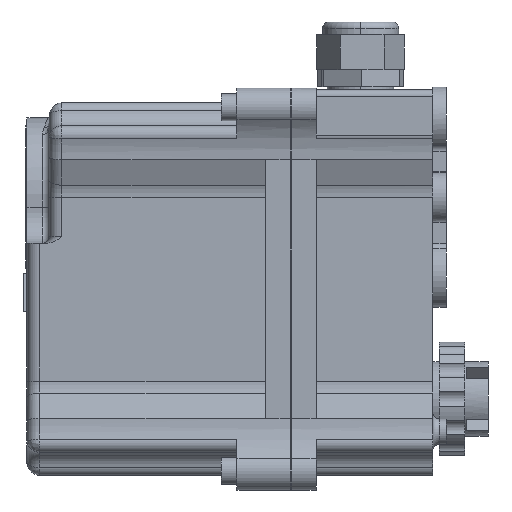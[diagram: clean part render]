
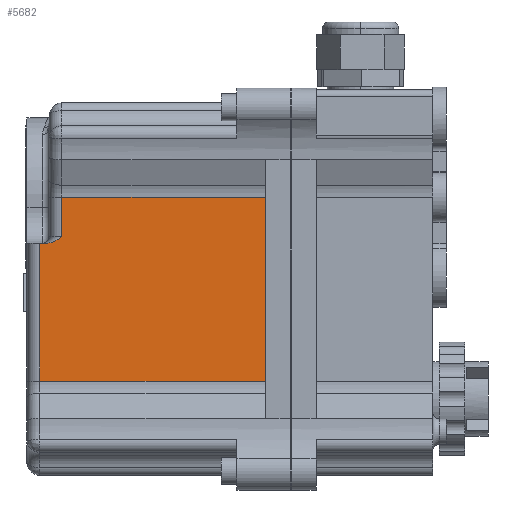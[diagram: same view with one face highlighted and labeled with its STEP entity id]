
A CAD part, left-side view. The second image highlights one B-rep face of the part: STEP entity #5682.
In plain terms, the highlighted planar face has unit normal (-1, 0, 0).
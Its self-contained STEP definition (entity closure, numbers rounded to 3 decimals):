
#155 = ORIENTED_EDGE ( 'NONE', *, *, #13314, .T. ) ;
#284 = EDGE_LOOP ( 'NONE', ( #4674, #9646, #155, #12924, #15177, #8441, #4512 ) ) ;
#498 = CARTESIAN_POINT ( 'NONE',  ( -42.7, 123.573, -13.932 ) ) ;
#543 = VERTEX_POINT ( 'NONE', #3783 ) ;
#544 = VERTEX_POINT ( 'NONE', #3055 ) ;
#1745 = CARTESIAN_POINT ( 'NONE',  ( -42.7, 121.978, -12.979 ) ) ;
#1843 = CARTESIAN_POINT ( 'NONE',  ( -42.7, 124.143, -14.179 ) ) ;
#2059 = VERTEX_POINT ( 'NONE', #17879 ) ;
#2202 = EDGE_CURVE ( 'NONE', #544, #2059, #9291, .T. ) ;
#2268 = LINE ( 'NONE', #3748, #2465 ) ;
#2465 = VECTOR ( 'NONE', #3850, 1000. ) ;
#3055 = CARTESIAN_POINT ( 'NONE',  ( -42.7, 57., -58.035 ) ) ;
#3177 = CARTESIAN_POINT ( 'NONE',  ( -42.7, 121.3, -12.5 ) ) ;
#3231 = CARTESIAN_POINT ( 'NONE',  ( -42.7, 124.942, -14.428 ) ) ;
#3680 = EDGE_CURVE ( 'NONE', #16563, #544, #2268, .T. ) ;
#3748 = CARTESIAN_POINT ( 'NONE',  ( -42.7, 57., -58.035 ) ) ;
#3783 = CARTESIAN_POINT ( 'NONE',  ( -42.7, 121.3, 0.035 ) ) ;
#3795 = LINE ( 'NONE', #13610, #14410 ) ;
#3850 = DIRECTION ( 'NONE',  ( 0., -1., 0. ) ) ;
#4512 = ORIENTED_EDGE ( 'NONE', *, *, #2202, .T. ) ;
#4619 = CARTESIAN_POINT ( 'NONE',  ( -42.7, 125.772, -14.5 ) ) ;
#4641 = AXIS2_PLACEMENT_3D ( 'NONE', #15451, #15375, #15357 ) ;
#4674 = ORIENTED_EDGE ( 'NONE', *, *, #17308, .T. ) ;
#4797 = CARTESIAN_POINT ( 'NONE',  ( -42.7, 121.3, -14.5 ) ) ;
#4926 = VECTOR ( 'NONE', #5564, 1000. ) ;
#4945 = LINE ( 'NONE', #10070, #4926 ) ;
#5564 = DIRECTION ( 'NONE',  ( 0., 1., 0. ) ) ;
#5682 = ADVANCED_FACE ( 'NONE', ( #9796 ), #15464, .F. ) ;
#5699 = VERTEX_POINT ( 'NONE', #15076 ) ;
#6532 = VECTOR ( 'NONE', #10679, 1000. ) ;
#8441 = ORIENTED_EDGE ( 'NONE', *, *, #3680, .T. ) ;
#8622 = VERTEX_POINT ( 'NONE', #8803 ) ;
#8803 = CARTESIAN_POINT ( 'NONE',  ( -42.7, 128.3, -14.5 ) ) ;
#8919 = VECTOR ( 'NONE', #16651, 1000. ) ;
#8999 = CARTESIAN_POINT ( 'NONE',  ( -42.7, 122.655, -13.459 ) ) ;
#9219 = CARTESIAN_POINT ( 'NONE',  ( -42.7, 132.3, 0.035 ) ) ;
#9291 = LINE ( 'NONE', #16685, #8919 ) ;
#9646 = ORIENTED_EDGE ( 'NONE', *, *, #12831, .T. ) ;
#9796 = FACE_OUTER_BOUND ( 'NONE', #284, .T. ) ;
#10070 = CARTESIAN_POINT ( 'NONE',  ( -42.7, 125.3, -14.5 ) ) ;
#10475 = CARTESIAN_POINT ( 'NONE',  ( -42.7, 123.76, -14.02 ) ) ;
#10519 = LINE ( 'NONE', #9219, #6532 ) ;
#10679 = DIRECTION ( 'NONE',  ( 0., 1., 0. ) ) ;
#10707 = VECTOR ( 'NONE', #14805, 1000. ) ;
#10724 = LINE ( 'NONE', #4797, #10707 ) ;
#11861 = CARTESIAN_POINT ( 'NONE',  ( -42.7, 124.34, -14.25 ) ) ;
#11949 = VERTEX_POINT ( 'NONE', #16839 ) ;
#12831 = EDGE_CURVE ( 'NONE', #543, #11949, #10724, .T. ) ;
#12874 = CARTESIAN_POINT ( 'NONE',  ( -42.7, 128.3, -58.035 ) ) ;
#12924 = ORIENTED_EDGE ( 'NONE', *, *, #15003, .T. ) ;
#13259 = CARTESIAN_POINT ( 'NONE',  ( -42.7, 125.351, -14.5 ) ) ;
#13314 = EDGE_CURVE ( 'NONE', #11949, #5699, #17476, .T. ) ;
#13610 = CARTESIAN_POINT ( 'NONE',  ( -42.7, 128.3, -58.035 ) ) ;
#14410 = VECTOR ( 'NONE', #14983, 1000. ) ;
#14805 = DIRECTION ( 'NONE',  ( 0., 0., -1. ) ) ;
#14983 = DIRECTION ( 'NONE',  ( 0., 0., -1. ) ) ;
#15003 = EDGE_CURVE ( 'NONE', #5699, #8622, #4945, .T. ) ;
#15076 = CARTESIAN_POINT ( 'NONE',  ( -42.7, 125.772, -14.5 ) ) ;
#15177 = ORIENTED_EDGE ( 'NONE', *, *, #15519, .T. ) ;
#15357 = DIRECTION ( 'NONE',  ( 0., 0., -1. ) ) ;
#15375 = DIRECTION ( 'NONE',  ( 1., 0., 0. ) ) ;
#15451 = CARTESIAN_POINT ( 'NONE',  ( -42.7, 230.886, -29. ) ) ;
#15464 = PLANE ( 'NONE',  #4641 ) ;
#15519 = EDGE_CURVE ( 'NONE', #8622, #16563, #3795, .T. ) ;
#16563 = VERTEX_POINT ( 'NONE', #12874 ) ;
#16651 = DIRECTION ( 'NONE',  ( 0., 0., 1. ) ) ;
#16685 = CARTESIAN_POINT ( 'NONE',  ( -42.7, 57., -29. ) ) ;
#16839 = CARTESIAN_POINT ( 'NONE',  ( -42.7, 121.3, -12.5 ) ) ;
#17308 = EDGE_CURVE ( 'NONE', #2059, #543, #10519, .T. ) ;
#17476 = B_SPLINE_CURVE_WITH_KNOTS ( 'NONE', 3,
 ( #3177, #1745, #8999, #498, #10475, #1843, #11861, #3231, #13259, #4619 ),
 .UNSPECIFIED., .F., .F.,
 ( 4, 2, 2, 2, 4 ),
 ( 0., 0.002, 0.003, 0.004, 0.005 ),
 .UNSPECIFIED. ) ;
#17879 = CARTESIAN_POINT ( 'NONE',  ( -42.7, 57., 0.035 ) ) ;
